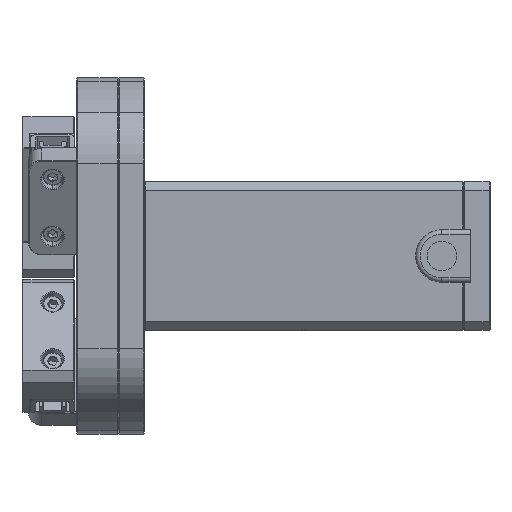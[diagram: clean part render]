
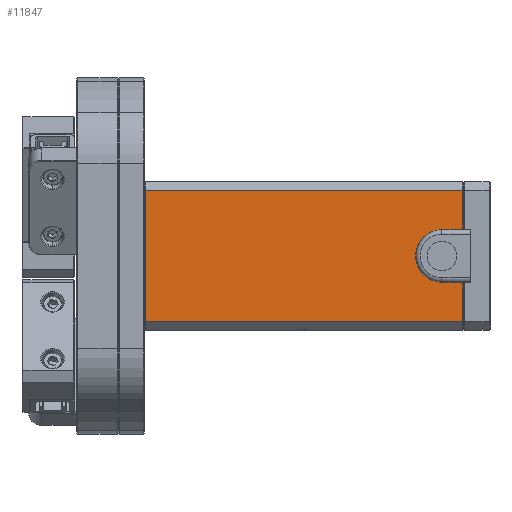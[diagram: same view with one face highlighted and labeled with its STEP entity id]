
A CAD part, left-side view. The second image highlights one B-rep face of the part: STEP entity #11847.
In plain terms, the highlighted planar face has unit normal (-1, 0, 0).
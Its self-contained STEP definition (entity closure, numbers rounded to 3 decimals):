
#82 = CARTESIAN_POINT ( 'NONE',  ( -22., 36.5, -17. ) ) ;
#288 = CARTESIAN_POINT ( 'NONE',  ( -22., -36.3, -4.3 ) ) ;
#382 = CARTESIAN_POINT ( 'NONE',  ( -22., 36.3, 15. ) ) ;
#861 = DIRECTION ( 'NONE',  ( 0., 1., 0. ) ) ;
#907 = ORIENTED_EDGE ( 'NONE', *, *, #26489, .T. ) ;
#2392 = VERTEX_POINT ( 'NONE', #29495 ) ;
#2466 = VERTEX_POINT ( 'NONE', #288 ) ;
#2915 = EDGE_CURVE ( 'NONE', #8920, #21732, #14554, .T. ) ;
#3054 = EDGE_CURVE ( 'NONE', #20268, #24591, #17568, .T. ) ;
#4065 = DIRECTION ( 'NONE',  ( 1., 0., 0. ) ) ;
#4854 = DIRECTION ( 'NONE',  ( 1., 0., 0. ) ) ;
#5124 = VECTOR ( 'NONE', #6960, 1000. ) ;
#5880 = CARTESIAN_POINT ( 'NONE',  ( -22., 36.5, 15. ) ) ;
#5964 = ORIENTED_EDGE ( 'NONE', *, *, #24453, .T. ) ;
#6037 = DIRECTION ( 'NONE',  ( 0., 0., -1. ) ) ;
#6067 = CIRCLE ( 'NONE', #7035, 4.3 ) ;
#6960 = DIRECTION ( 'NONE',  ( 0., -1., 0. ) ) ;
#7035 = AXIS2_PLACEMENT_3D ( 'NONE', #20101, #4065, #6037 ) ;
#7284 = CARTESIAN_POINT ( 'NONE',  ( -22., 36.3, -15. ) ) ;
#7719 = DIRECTION ( 'NONE',  ( 0., 0., -1. ) ) ;
#7781 = DIRECTION ( 'NONE',  ( 0., -1., 0. ) ) ;
#8422 = ORIENTED_EDGE ( 'NONE', *, *, #3054, .T. ) ;
#8423 = LINE ( 'NONE', #5880, #17804 ) ;
#8730 = DIRECTION ( 'NONE',  ( 0., 1., 0. ) ) ;
#8920 = VERTEX_POINT ( 'NONE', #382 ) ;
#10015 = LINE ( 'NONE', #28229, #27703 ) ;
#11084 = ORIENTED_EDGE ( 'NONE', *, *, #27959, .T. ) ;
#11847 = ADVANCED_FACE ( 'NONE', ( #25342 ), #20583, .F. ) ;
#12077 = AXIS2_PLACEMENT_3D ( 'NONE', #82, #4854, #27423 ) ;
#12094 = EDGE_LOOP ( 'NONE', ( #907, #8422, #24079, #13117, #22040, #5964, #12263, #11084 ) ) ;
#12105 = LINE ( 'NONE', #23900, #18590 ) ;
#12127 = EDGE_CURVE ( 'NONE', #24591, #8920, #8423, .T. ) ;
#12263 = ORIENTED_EDGE ( 'NONE', *, *, #28733, .T. ) ;
#13117 = ORIENTED_EDGE ( 'NONE', *, *, #2915, .T. ) ;
#13585 = VERTEX_POINT ( 'NONE', #17044 ) ;
#14205 = CARTESIAN_POINT ( 'NONE',  ( -22., -31.5, -4.3 ) ) ;
#14554 = LINE ( 'NONE', #7284, #20563 ) ;
#14977 = VERTEX_POINT ( 'NONE', #14205 ) ;
#15011 = DIRECTION ( 'NONE',  ( 0., 0., 1. ) ) ;
#15465 = CARTESIAN_POINT ( 'NONE',  ( -22., -36.3, -17. ) ) ;
#16233 = EDGE_CURVE ( 'NONE', #21732, #2392, #10015, .T. ) ;
#17044 = CARTESIAN_POINT ( 'NONE',  ( -22., -31.5, 4.3 ) ) ;
#17568 = LINE ( 'NONE', #15465, #25805 ) ;
#17804 = VECTOR ( 'NONE', #8730, 1000. ) ;
#18175 = CARTESIAN_POINT ( 'NONE',  ( -22., 36.5, 4.3 ) ) ;
#18590 = VECTOR ( 'NONE', #861, 1000. ) ;
#20101 = CARTESIAN_POINT ( 'NONE',  ( -22., -31.5, 0. ) ) ;
#20268 = VERTEX_POINT ( 'NONE', #24209 ) ;
#20563 = VECTOR ( 'NONE', #7719, 1000. ) ;
#20583 = PLANE ( 'NONE',  #12077 ) ;
#21215 = CARTESIAN_POINT ( 'NONE',  ( -22., 36.3, -15. ) ) ;
#21732 = VERTEX_POINT ( 'NONE', #21215 ) ;
#22040 = ORIENTED_EDGE ( 'NONE', *, *, #16233, .T. ) ;
#23900 = CARTESIAN_POINT ( 'NONE',  ( -22., 36.5, -4.3 ) ) ;
#24079 = ORIENTED_EDGE ( 'NONE', *, *, #12127, .T. ) ;
#24209 = CARTESIAN_POINT ( 'NONE',  ( -22., -36.3, 4.3 ) ) ;
#24453 = EDGE_CURVE ( 'NONE', #2392, #2466, #24827, .T. ) ;
#24529 = CARTESIAN_POINT ( 'NONE',  ( -22., -36.3, -17. ) ) ;
#24591 = VERTEX_POINT ( 'NONE', #26203 ) ;
#24827 = LINE ( 'NONE', #24529, #26669 ) ;
#25342 = FACE_OUTER_BOUND ( 'NONE', #12094, .T. ) ;
#25805 = VECTOR ( 'NONE', #15011, 1000. ) ;
#26203 = CARTESIAN_POINT ( 'NONE',  ( -22., -36.3, 15. ) ) ;
#26489 = EDGE_CURVE ( 'NONE', #13585, #20268, #27425, .T. ) ;
#26669 = VECTOR ( 'NONE', #29133, 1000. ) ;
#27423 = DIRECTION ( 'NONE',  ( 0., 0., -1. ) ) ;
#27425 = LINE ( 'NONE', #18175, #5124 ) ;
#27703 = VECTOR ( 'NONE', #7781, 1000. ) ;
#27959 = EDGE_CURVE ( 'NONE', #14977, #13585, #6067, .T. ) ;
#28229 = CARTESIAN_POINT ( 'NONE',  ( -22., 36.5, -15. ) ) ;
#28733 = EDGE_CURVE ( 'NONE', #2466, #14977, #12105, .T. ) ;
#29133 = DIRECTION ( 'NONE',  ( 0., 0., 1. ) ) ;
#29495 = CARTESIAN_POINT ( 'NONE',  ( -22., -36.3, -15. ) ) ;
